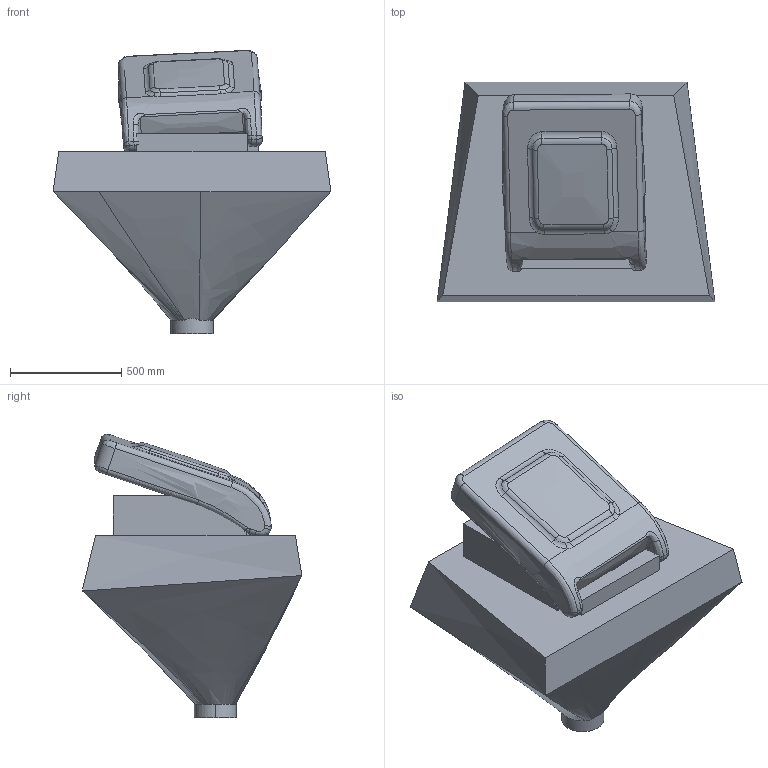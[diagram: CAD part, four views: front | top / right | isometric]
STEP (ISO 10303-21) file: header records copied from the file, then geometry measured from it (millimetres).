
FILE_DESCRIPTION (( 'STEP AP214' ), '1' );
FILE_NAME ('DEPÓSITO DE 510 LITROS DE FUNDO AFUNILADO.STEP', '2019-02-14T13:16:12', ( '' ), ( '' ), 'SwSTEP 2.0', 'SolidWorks 2016', '' );
FILE_SCHEMA (( 'AUTOMOTIVE_DESIGN' ));
Length unit declared in the file: millimetre
Products named in the file (3): deposito funil 510l; DEPÓSITO DE 510 LITROS DE FUNDO AFUNILADO; TAMPA
Assembly tree (2 placements, depth 2):
  DEPÓSITO DE 510 LITROS DE FUNDO AFUNILADO
    TAMPA
    deposito funil 510l
Bounding box: 1250.62 x 988.92 x 1275.26 mm (x, y, z)
Volume: 72586151.3 mm3; surface area: 8956429.5 mm2
Topology: 2 solids, 2 shells, 193 faces, 575 edges, 390 vertices
Faces by surface type: bspline 142, plane 43, cylinder 8
Entity records: 20092 total; most frequent: CARTESIAN_POINT 16058, ORIENTED_EDGE 1150, EDGE_CURVE 575, VERTEX_POINT 390, B_SPLINE_CURVE_WITH_KNOTS 377, DIRECTION 292, EDGE_LOOP 201, ADVANCED_FACE 193
